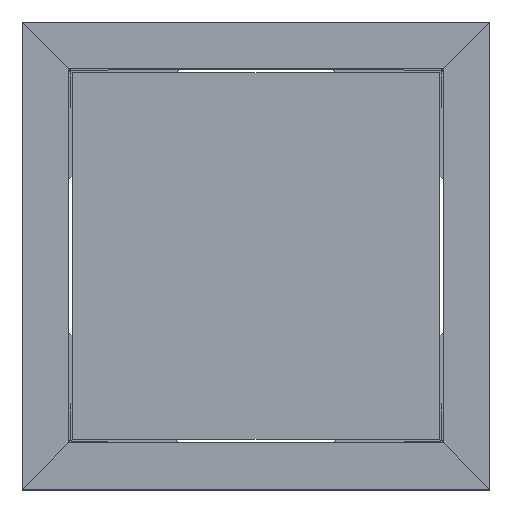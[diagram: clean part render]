
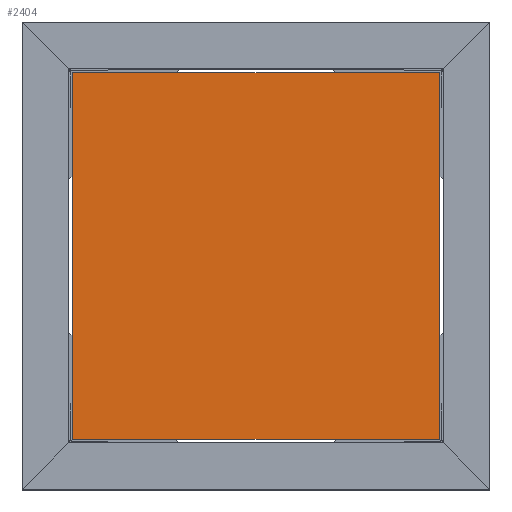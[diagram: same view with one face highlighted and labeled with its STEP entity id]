
A CAD part, top view. The second image highlights one B-rep face of the part: STEP entity #2404.
In plain terms, the highlighted planar face has unit normal (0, 0, 1).
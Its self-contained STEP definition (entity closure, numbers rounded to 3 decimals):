
#95=FACE_OUTER_BOUND('',#249,.T.);
#249=EDGE_LOOP('',(#1584,#1585,#1586,#1587));
#435=LINE('',#3524,#723);
#436=LINE('',#3526,#724);
#437=LINE('',#3528,#725);
#438=LINE('',#3529,#726);
#723=VECTOR('',#2889,10.);
#724=VECTOR('',#2890,10.);
#725=VECTOR('',#2891,10.);
#726=VECTOR('',#2892,10.);
#988=VERTEX_POINT('',#3522);
#989=VERTEX_POINT('',#3523);
#990=VERTEX_POINT('',#3525);
#991=VERTEX_POINT('',#3527);
#1207=EDGE_CURVE('',#988,#989,#435,.T.);
#1208=EDGE_CURVE('',#989,#990,#436,.T.);
#1209=EDGE_CURVE('',#990,#991,#437,.T.);
#1210=EDGE_CURVE('',#991,#988,#438,.T.);
#1584=ORIENTED_EDGE('',*,*,#1207,.T.);
#1585=ORIENTED_EDGE('',*,*,#1208,.T.);
#1586=ORIENTED_EDGE('',*,*,#1209,.T.);
#1587=ORIENTED_EDGE('',*,*,#1210,.T.);
#2081=PLANE('',#2605);
#2404=ADVANCED_FACE('',(#95),#2081,.T.);
#2605=AXIS2_PLACEMENT_3D('',#3521,#2887,#2888);
#2887=DIRECTION('center_axis',(0.,0.,1.));
#2888=DIRECTION('ref_axis',(1.,0.,0.));
#2889=DIRECTION('',(1.,0.,0.));
#2890=DIRECTION('',(0.,1.,0.));
#2891=DIRECTION('',(-1.,0.,0.));
#2892=DIRECTION('',(0.,-1.,0.));
#3521=CARTESIAN_POINT('Origin',(695.249,560.46,378.384));
#3522=CARTESIAN_POINT('',(460.249,325.46,378.384));
#3523=CARTESIAN_POINT('',(930.249,325.46,378.384));
#3524=CARTESIAN_POINT('',(930.249,325.46,378.384));
#3525=CARTESIAN_POINT('',(930.249,795.46,378.384));
#3526=CARTESIAN_POINT('',(930.249,795.46,378.384));
#3527=CARTESIAN_POINT('',(460.249,795.46,378.384));
#3528=CARTESIAN_POINT('',(460.249,795.46,378.384));
#3529=CARTESIAN_POINT('',(460.249,325.46,378.384));
